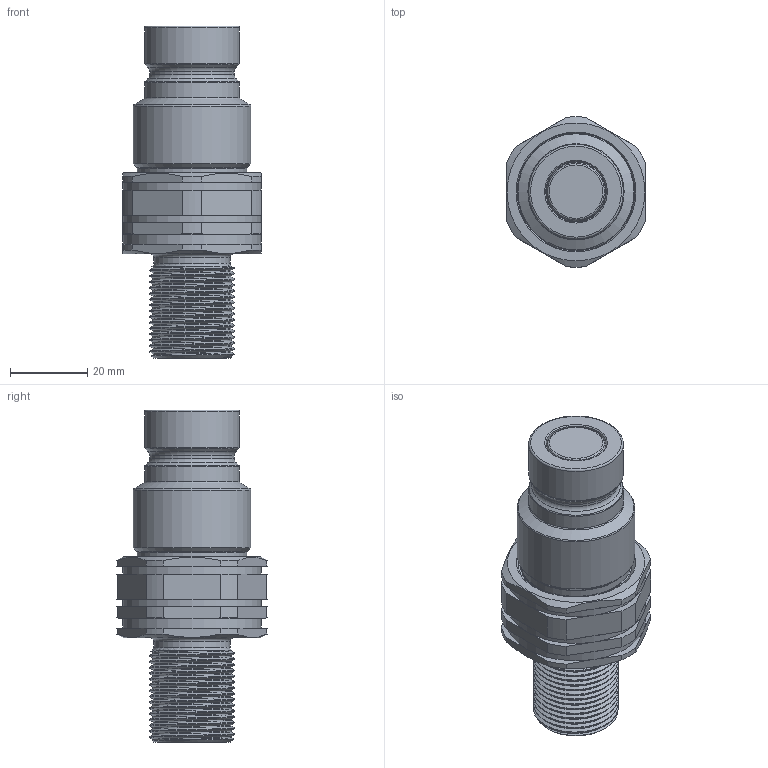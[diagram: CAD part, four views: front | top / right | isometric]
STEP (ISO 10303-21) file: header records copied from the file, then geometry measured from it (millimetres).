
FILE_DESCRIPTION(/* description */ (''),/* implementation_level */ '2;1');
FILE_NAME(/* name */ 'M2025840.stp',/* time_stamp */ '2023-11-29T08:59:20+01:00',/* author */ ('PT'),/* organization */ (''),/* preprocessor_version */ 'ST-DEVELOPER v19',/* originating_system */ 'Autodesk Inventor 2023',/* authorisation */ '');
FILE_SCHEMA (('AUTOMOTIVE_DESIGN { 1 0 10303 214 3 1 1 }'));
Length unit declared in the file: millimetre
Products named in the file (1): M2025840
Bounding box: 36 x 38.96 x 86 mm (x, y, z)
Volume: 32748.7 mm3; surface area: 22102.5 mm2
Topology: 3 solids, 3 shells, 237 faces, 600 edges, 375 vertices
Faces by surface type: cylinder 107, plane 61, cone 38, torus 25, bspline 6
Full cylindrical faces by diameter (mm): 9.6 x1, 12 x1, 15 x1, 15.58 x1, 15.65 x2, 17 x1, 19.7 x1, 20 x2, 20.24 x1, 20.376 x15, 21.9 x1, 22 x15, 23.15 x1, 24.55 x2, 28.3 x1, 28.376 x6, 28.5 x4, 30 x6, 30.124 x5, 30.4 x1, 30.45 x1, 36 x3
Entity records: 11271 total; most frequent: CARTESIAN_POINT 5877, ORIENTED_EDGE 1198, DIRECTION 1105, EDGE_CURVE 599, AXIS2_PLACEMENT_3D 453, VERTEX_POINT 375, EDGE_LOOP 248, FACE_OUTER_BOUND 237
